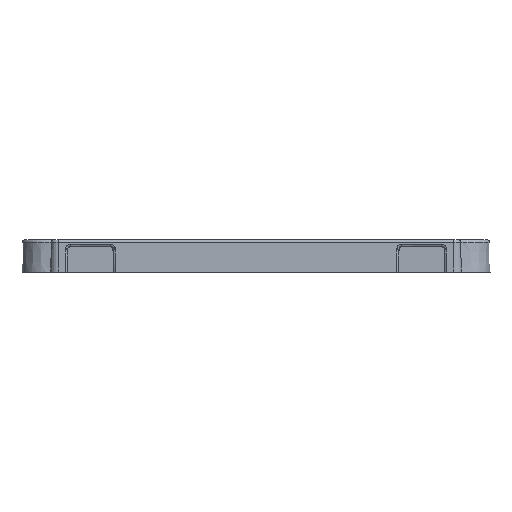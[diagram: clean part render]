
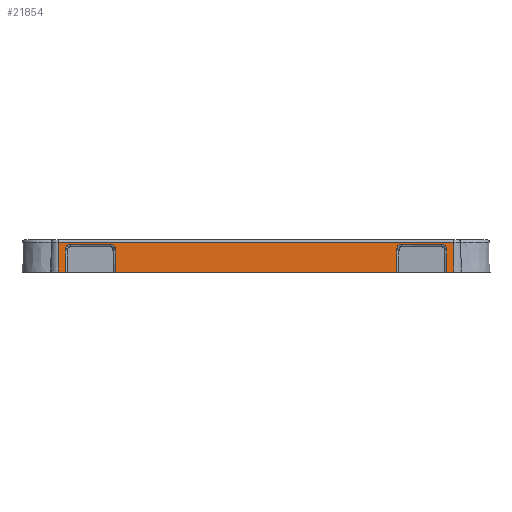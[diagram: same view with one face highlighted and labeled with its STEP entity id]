
A CAD part, left-side view. The second image highlights one B-rep face of the part: STEP entity #21854.
In plain terms, the highlighted planar face has unit normal (-1, 0, 0.018).
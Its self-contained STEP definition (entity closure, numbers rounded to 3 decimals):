
#21702=CARTESIAN_POINT('Vertex',(-129.509,43.,6.509)) ;
#21709=CARTESIAN_POINT('Vertex',(-129.622,43.,0.)) ;
#21712=CARTESIAN_POINT('Line Origine',(-129.561,43.,3.5)) ;
#21724=CARTESIAN_POINT('Axis2P3D Location',(-129.5,0.,7.)) ;
#21729=CARTESIAN_POINT('Line Origine',(-129.622,0.,0.)) ;
#21733=CARTESIAN_POINT('Vertex',(-129.622,-43.,0.)) ;
#21735=CARTESIAN_POINT('Vertex',(-129.622,-41.5,0.)) ;
#21738=CARTESIAN_POINT('Line Origine',(-129.561,-43.,3.5)) ;
#21742=CARTESIAN_POINT('Vertex',(-129.509,-43.,6.509)) ;
#21745=CARTESIAN_POINT('Line Origine',(-129.509,0.,6.509)) ;
#21750=CARTESIAN_POINT('Line Origine',(-129.622,0.,0.)) ;
#21754=CARTESIAN_POINT('Vertex',(-129.622,41.5,0.)) ;
#21758=CARTESIAN_POINT('Control Point',(-129.534,41.412,5.026)) ;
#21759=CARTESIAN_POINT('Control Point',(-129.622,41.5,0.)) ;
#21760=CARTESIAN_POINT('Vertex',(-129.534,41.412,5.026)) ;
#21764=CARTESIAN_POINT('Control Point',(-129.534,41.412,5.026)) ;
#21765=CARTESIAN_POINT('Control Point',(-129.528,41.406,5.414)) ;
#21766=CARTESIAN_POINT('Control Point',(-129.521,41.194,5.804)) ;
#21767=CARTESIAN_POINT('Control Point',(-129.517,40.801,6.009)) ;
#21768=CARTESIAN_POINT('Control Point',(-129.517,40.413,6.009)) ;
#21769=CARTESIAN_POINT('Vertex',(-129.517,40.413,6.009)) ;
#21772=CARTESIAN_POINT('Line Origine',(-129.517,0.,6.009)) ;
#21776=CARTESIAN_POINT('Vertex',(-129.517,31.587,6.009)) ;
#21780=CARTESIAN_POINT('Control Point',(-129.517,31.587,6.009)) ;
#21781=CARTESIAN_POINT('Control Point',(-129.517,31.199,6.009)) ;
#21782=CARTESIAN_POINT('Control Point',(-129.521,30.806,5.804)) ;
#21783=CARTESIAN_POINT('Control Point',(-129.528,30.594,5.414)) ;
#21784=CARTESIAN_POINT('Control Point',(-129.534,30.588,5.026)) ;
#21785=CARTESIAN_POINT('Vertex',(-129.534,30.588,5.026)) ;
#21789=CARTESIAN_POINT('Control Point',(-129.534,30.588,5.026)) ;
#21790=CARTESIAN_POINT('Control Point',(-129.622,30.5,0.)) ;
#21791=CARTESIAN_POINT('Vertex',(-129.622,30.5,0.)) ;
#21794=CARTESIAN_POINT('Line Origine',(-129.622,0.,0.)) ;
#21798=CARTESIAN_POINT('Vertex',(-129.622,-30.5,0.)) ;
#21802=CARTESIAN_POINT('Control Point',(-129.534,-30.588,5.026)) ;
#21803=CARTESIAN_POINT('Control Point',(-129.622,-30.5,0.)) ;
#21804=CARTESIAN_POINT('Vertex',(-129.534,-30.588,5.026)) ;
#21808=CARTESIAN_POINT('Control Point',(-129.534,-30.588,5.026)) ;
#21809=CARTESIAN_POINT('Control Point',(-129.528,-30.594,5.414)) ;
#21810=CARTESIAN_POINT('Control Point',(-129.521,-30.806,5.804)) ;
#21811=CARTESIAN_POINT('Control Point',(-129.517,-31.199,6.009)) ;
#21812=CARTESIAN_POINT('Control Point',(-129.517,-31.587,6.009)) ;
#21813=CARTESIAN_POINT('Vertex',(-129.517,-31.587,6.009)) ;
#21816=CARTESIAN_POINT('Line Origine',(-129.517,0.,6.009)) ;
#21820=CARTESIAN_POINT('Vertex',(-129.517,-40.413,6.009)) ;
#21824=CARTESIAN_POINT('Control Point',(-129.517,-40.413,6.009)) ;
#21825=CARTESIAN_POINT('Control Point',(-129.517,-40.801,6.009)) ;
#21826=CARTESIAN_POINT('Control Point',(-129.521,-41.194,5.804)) ;
#21827=CARTESIAN_POINT('Control Point',(-129.528,-41.406,5.414)) ;
#21828=CARTESIAN_POINT('Control Point',(-129.534,-41.412,5.026)) ;
#21829=CARTESIAN_POINT('Vertex',(-129.534,-41.412,5.026)) ;
#21833=CARTESIAN_POINT('Control Point',(-129.534,-41.412,5.026)) ;
#21834=CARTESIAN_POINT('Control Point',(-129.622,-41.5,0.)) ;
#21714=VECTOR('Line Direction',#21713,1.) ;
#21731=VECTOR('Line Direction',#21730,1.) ;
#21740=VECTOR('Line Direction',#21739,1.) ;
#21747=VECTOR('Line Direction',#21746,1.) ;
#21752=VECTOR('Line Direction',#21751,1.) ;
#21774=VECTOR('Line Direction',#21773,1.) ;
#21796=VECTOR('Line Direction',#21795,1.) ;
#21818=VECTOR('Line Direction',#21817,1.) ;
#21713=DIRECTION('Vector Direction',(-0.017,0.,-1.)) ;
#21725=DIRECTION('Axis2P3D Direction',(-1.,0.,0.017)) ;
#21726=DIRECTION('Axis2P3D XDirection',(0.,1.,0.)) ;
#21730=DIRECTION('Vector Direction',(0.,1.,0.)) ;
#21739=DIRECTION('Vector Direction',(-0.017,0.,-1.)) ;
#21746=DIRECTION('Vector Direction',(0.,1.,0.)) ;
#21751=DIRECTION('Vector Direction',(0.,1.,0.)) ;
#21773=DIRECTION('Vector Direction',(0.,1.,0.)) ;
#21795=DIRECTION('Vector Direction',(0.,1.,0.)) ;
#21817=DIRECTION('Vector Direction',(0.,1.,0.)) ;
#21727=AXIS2_PLACEMENT_3D('Plane Axis2P3D',#21724,#21725,#21726) ;
#21715=LINE('Line',#21712,#21714) ;
#21732=LINE('Line',#21729,#21731) ;
#21741=LINE('Line',#21738,#21740) ;
#21748=LINE('Line',#21745,#21747) ;
#21753=LINE('Line',#21750,#21752) ;
#21775=LINE('Line',#21772,#21774) ;
#21797=LINE('Line',#21794,#21796) ;
#21819=LINE('Line',#21816,#21818) ;
#21728=PLANE('',#21727) ;
#21716=EDGE_CURVE('',#21710,#21703,#21715,.F.) ;
#21737=EDGE_CURVE('',#21734,#21736,#21732,.T.) ;
#21744=EDGE_CURVE('',#21734,#21743,#21741,.F.) ;
#21749=EDGE_CURVE('',#21703,#21743,#21748,.F.) ;
#21756=EDGE_CURVE('',#21755,#21710,#21753,.T.) ;
#21762=EDGE_CURVE('',#21755,#21761,#21757,.F.) ;
#21771=EDGE_CURVE('',#21761,#21770,#21763,.T.) ;
#21778=EDGE_CURVE('',#21770,#21777,#21775,.F.) ;
#21787=EDGE_CURVE('',#21777,#21786,#21779,.T.) ;
#21793=EDGE_CURVE('',#21786,#21792,#21788,.T.) ;
#21800=EDGE_CURVE('',#21799,#21792,#21797,.T.) ;
#21806=EDGE_CURVE('',#21799,#21805,#21801,.F.) ;
#21815=EDGE_CURVE('',#21805,#21814,#21807,.T.) ;
#21822=EDGE_CURVE('',#21814,#21821,#21819,.F.) ;
#21831=EDGE_CURVE('',#21821,#21830,#21823,.T.) ;
#21835=EDGE_CURVE('',#21830,#21736,#21832,.T.) ;
#21837=ORIENTED_EDGE('',*,*,#21737,.F.) ;
#21838=ORIENTED_EDGE('',*,*,#21744,.T.) ;
#21839=ORIENTED_EDGE('',*,*,#21749,.F.) ;
#21840=ORIENTED_EDGE('',*,*,#21716,.F.) ;
#21841=ORIENTED_EDGE('',*,*,#21756,.F.) ;
#21842=ORIENTED_EDGE('',*,*,#21762,.T.) ;
#21843=ORIENTED_EDGE('',*,*,#21771,.T.) ;
#21844=ORIENTED_EDGE('',*,*,#21778,.T.) ;
#21845=ORIENTED_EDGE('',*,*,#21787,.T.) ;
#21846=ORIENTED_EDGE('',*,*,#21793,.T.) ;
#21847=ORIENTED_EDGE('',*,*,#21800,.F.) ;
#21848=ORIENTED_EDGE('',*,*,#21806,.T.) ;
#21849=ORIENTED_EDGE('',*,*,#21815,.T.) ;
#21850=ORIENTED_EDGE('',*,*,#21822,.T.) ;
#21851=ORIENTED_EDGE('',*,*,#21831,.T.) ;
#21852=ORIENTED_EDGE('',*,*,#21835,.T.) ;
#21836=EDGE_LOOP('',(#21837,#21838,#21839,#21840,#21841,#21842,#21843,#21844,#21845,#21846,#21847,#21848,#21849,#21850,#21851,#21852)) ;
#21703=VERTEX_POINT('',#21702) ;
#21710=VERTEX_POINT('',#21709) ;
#21734=VERTEX_POINT('',#21733) ;
#21736=VERTEX_POINT('',#21735) ;
#21743=VERTEX_POINT('',#21742) ;
#21755=VERTEX_POINT('',#21754) ;
#21761=VERTEX_POINT('',#21760) ;
#21770=VERTEX_POINT('',#21769) ;
#21777=VERTEX_POINT('',#21776) ;
#21786=VERTEX_POINT('',#21785) ;
#21792=VERTEX_POINT('',#21791) ;
#21799=VERTEX_POINT('',#21798) ;
#21805=VERTEX_POINT('',#21804) ;
#21814=VERTEX_POINT('',#21813) ;
#21821=VERTEX_POINT('',#21820) ;
#21830=VERTEX_POINT('',#21829) ;
#21854=ADVANCED_FACE('PartBody',(#21853),#21728,.T.) ;
#21757=B_SPLINE_CURVE_WITH_KNOTS('',1,(#21758,#21759),.UNSPECIFIED.,.F.,.U.,(2,2),(-1.772,3.255),.UNSPECIFIED.) ;
#21763=B_SPLINE_CURVE_WITH_KNOTS('',4,(#21764,#21765,#21766,#21767,#21768),.UNSPECIFIED.,.F.,.U.,(5,5),(2.644,4.381),.UNSPECIFIED.) ;
#21779=B_SPLINE_CURVE_WITH_KNOTS('',4,(#21780,#21781,#21782,#21783,#21784),.UNSPECIFIED.,.F.,.U.,(5,5),(2.645,4.381),.UNSPECIFIED.) ;
#21788=B_SPLINE_CURVE_WITH_KNOTS('',1,(#21789,#21790),.UNSPECIFIED.,.F.,.U.,(2,2),(-1.772,3.255),.UNSPECIFIED.) ;
#21801=B_SPLINE_CURVE_WITH_KNOTS('',1,(#21802,#21803),.UNSPECIFIED.,.F.,.U.,(2,2),(-1.772,3.255),.UNSPECIFIED.) ;
#21807=B_SPLINE_CURVE_WITH_KNOTS('',4,(#21808,#21809,#21810,#21811,#21812),.UNSPECIFIED.,.F.,.U.,(5,5),(2.644,4.381),.UNSPECIFIED.) ;
#21823=B_SPLINE_CURVE_WITH_KNOTS('',4,(#21824,#21825,#21826,#21827,#21828),.UNSPECIFIED.,.F.,.U.,(5,5),(2.645,4.381),.UNSPECIFIED.) ;
#21832=B_SPLINE_CURVE_WITH_KNOTS('',1,(#21833,#21834),.UNSPECIFIED.,.F.,.U.,(2,2),(-1.772,3.255),.UNSPECIFIED.) ;
#21853=FACE_OUTER_BOUND('',#21836,.T.) ;
